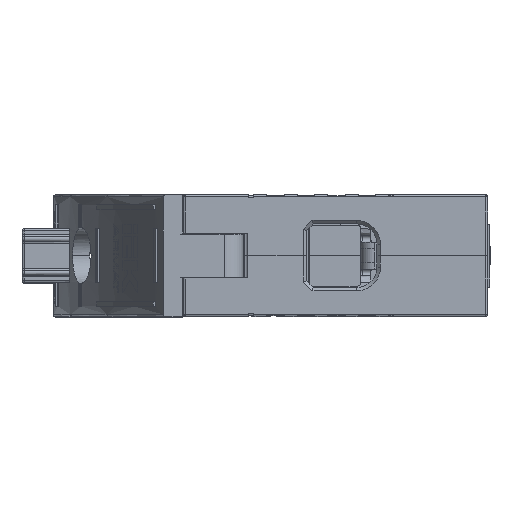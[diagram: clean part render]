
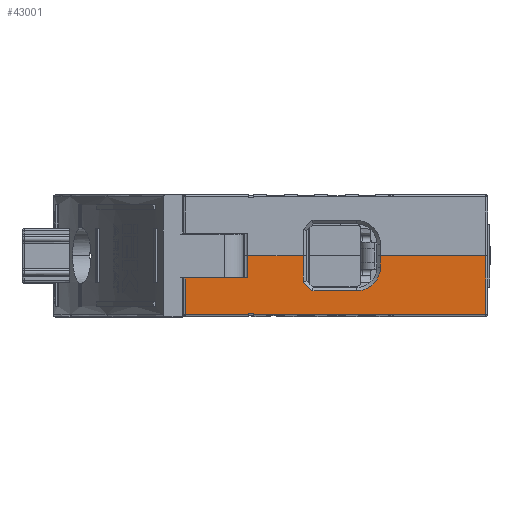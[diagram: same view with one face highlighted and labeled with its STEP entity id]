
A CAD part, left-side view. The second image highlights one B-rep face of the part: STEP entity #43001.
In plain terms, the highlighted planar face has unit normal (-1, 0, 0).
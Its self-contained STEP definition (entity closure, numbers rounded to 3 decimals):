
#102 = EDGE_CURVE ( 'NONE', #42551, #47765, #77996, .T. ) ;
#180 = LINE ( 'NONE', #29147, #30908 ) ;
#610 = CARTESIAN_POINT ( 'NONE',  ( -88., 30.4, 9.45 ) ) ;
#2755 = VECTOR ( 'NONE', #17749, 1000. ) ;
#3097 = VERTEX_POINT ( 'NONE', #73632 ) ;
#3330 = DIRECTION ( 'NONE',  ( 0., 0., 1. ) ) ;
#3699 = ORIENTED_EDGE ( 'NONE', *, *, #29184, .F. ) ;
#4334 = VECTOR ( 'NONE', #7579, 1000. ) ;
#4396 = DIRECTION ( 'NONE',  ( 0., -1., 0. ) ) ;
#4852 = LINE ( 'NONE', #55744, #72219 ) ;
#4867 = VECTOR ( 'NONE', #81281, 1000. ) ;
#5239 = EDGE_CURVE ( 'NONE', #60379, #48565, #180, .T. ) ;
#6044 = ORIENTED_EDGE ( 'NONE', *, *, #102, .F. ) ;
#6512 = DIRECTION ( 'NONE',  ( 0., 0., -1. ) ) ;
#7275 = ORIENTED_EDGE ( 'NONE', *, *, #70169, .F. ) ;
#7531 = DIRECTION ( 'NONE',  ( 0., 0., -1. ) ) ;
#7579 = DIRECTION ( 'NONE',  ( 0., 1., 0. ) ) ;
#7705 = EDGE_CURVE ( 'NONE', #90877, #12608, #4852, .T. ) ;
#8102 = CARTESIAN_POINT ( 'NONE',  ( -88., 30.5, 9. ) ) ;
#9242 = CARTESIAN_POINT ( 'NONE',  ( -88., -5., 12.8 ) ) ;
#9735 = VECTOR ( 'NONE', #72745, 1000. ) ;
#10689 = VERTEX_POINT ( 'NONE', #610 ) ;
#11439 = VERTEX_POINT ( 'NONE', #27474 ) ;
#12608 = VERTEX_POINT ( 'NONE', #86923 ) ;
#12688 = LINE ( 'NONE', #63591, #82643 ) ;
#13627 = DIRECTION ( 'NONE',  ( 0., 0., 1. ) ) ;
#14698 = CARTESIAN_POINT ( 'NONE',  ( -88., -5., 9.45 ) ) ;
#14731 = CARTESIAN_POINT ( 'NONE',  ( -88., 10.9, 16.3 ) ) ;
#15182 = CARTESIAN_POINT ( 'NONE',  ( -88., -5., 14.7 ) ) ;
#15356 = DIRECTION ( 'NONE',  ( 0., 1., 0. ) ) ;
#16590 = EDGE_LOOP ( 'NONE', ( #6044, #18709, #87170, #56294, #22015, #7275, #49436, #46560, #3699, #78965, #25542, #80021, #44339, #68309, #85849, #69948 ) ) ;
#17749 = DIRECTION ( 'NONE',  ( 0., -1., 0. ) ) ;
#17750 = CARTESIAN_POINT ( 'NONE',  ( -88., 30.5, 18. ) ) ;
#17797 = AXIS2_PLACEMENT_3D ( 'NONE', #62670, #91647, #83103 ) ;
#17972 = DIRECTION ( 'NONE',  ( 0., -0.707, -0.707 ) ) ;
#18052 = LINE ( 'NONE', #68470, #40799 ) ;
#18709 = ORIENTED_EDGE ( 'NONE', *, *, #46943, .F. ) ;
#20462 = DIRECTION ( 'NONE',  ( 0., 0., 1. ) ) ;
#20954 = LINE ( 'NONE', #85602, #68670 ) ;
#21682 = LINE ( 'NONE', #93518, #49957 ) ;
#22015 = ORIENTED_EDGE ( 'NONE', *, *, #52850, .F. ) ;
#22338 = CARTESIAN_POINT ( 'NONE',  ( -88., 22.3, 18. ) ) ;
#24481 = DIRECTION ( 'NONE',  ( 0., 0., 1. ) ) ;
#25353 = EDGE_CURVE ( 'NONE', #68494, #67989, #20954, .T. ) ;
#25388 = PLANE ( 'NONE',  #91515 ) ;
#25542 = ORIENTED_EDGE ( 'NONE', *, *, #25567, .F. ) ;
#25567 = EDGE_CURVE ( 'NONE', #11439, #68494, #37559, .T. ) ;
#25855 = CARTESIAN_POINT ( 'NONE',  ( -88., -5., 9. ) ) ;
#27267 = FACE_OUTER_BOUND ( 'NONE', #16590, .T. ) ;
#27474 = CARTESIAN_POINT ( 'NONE',  ( -88., 30.5, 14.7 ) ) ;
#27578 = CARTESIAN_POINT ( 'NONE',  ( -88., 29.587, 9.3 ) ) ;
#27589 = VERTEX_POINT ( 'NONE', #85991 ) ;
#29147 = CARTESIAN_POINT ( 'NONE',  ( -88., -5., 9.3 ) ) ;
#29184 = EDGE_CURVE ( 'NONE', #67989, #46606, #12688, .T. ) ;
#30382 = DIRECTION ( 'NONE',  ( 0., -1., 0. ) ) ;
#30908 = VECTOR ( 'NONE', #15356, 1000. ) ;
#31255 = CARTESIAN_POINT ( 'NONE',  ( -88., 30.4, 9.3 ) ) ;
#32667 = EDGE_CURVE ( 'NONE', #3097, #58316, #74829, .T. ) ;
#33525 = CARTESIAN_POINT ( 'NONE',  ( -88., 39.73, 14.7 ) ) ;
#35818 = CARTESIAN_POINT ( 'NONE',  ( -88., 14.4, 12.8 ) ) ;
#36632 = DIRECTION ( 'NONE',  ( 0., -1., 0. ) ) ;
#37559 = LINE ( 'NONE', #8102, #4867 ) ;
#37624 = CARTESIAN_POINT ( 'NONE',  ( -88., 22.3, 14.093 ) ) ;
#38305 = CARTESIAN_POINT ( 'NONE',  ( -88., 39.73, 9. ) ) ;
#38385 = EDGE_CURVE ( 'NONE', #60379, #10689, #21682, .T. ) ;
#40799 = VECTOR ( 'NONE', #3330, 1000. ) ;
#41203 = EDGE_CURVE ( 'NONE', #12608, #27589, #50788, .T. ) ;
#42551 = VERTEX_POINT ( 'NONE', #61671 ) ;
#43001 = ADVANCED_FACE ( 'NONE', ( #27267 ), #25388, .F. ) ;
#44194 = LINE ( 'NONE', #15182, #79580 ) ;
#44339 = ORIENTED_EDGE ( 'NONE', *, *, #83138, .F. ) ;
#46560 = ORIENTED_EDGE ( 'NONE', *, *, #62095, .F. ) ;
#46606 = VERTEX_POINT ( 'NONE', #37624 ) ;
#46943 = EDGE_CURVE ( 'NONE', #27589, #42551, #58479, .T. ) ;
#46958 = EDGE_CURVE ( 'NONE', #67125, #11439, #44194, .T. ) ;
#47765 = VERTEX_POINT ( 'NONE', #88202 ) ;
#48565 = VERTEX_POINT ( 'NONE', #87521 ) ;
#48647 = VECTOR ( 'NONE', #7531, 1000. ) ;
#49436 = ORIENTED_EDGE ( 'NONE', *, *, #32667, .F. ) ;
#49957 = VECTOR ( 'NONE', #13627, 1000. ) ;
#50390 = CARTESIAN_POINT ( 'NONE',  ( -88., -5., 9.3 ) ) ;
#50788 = LINE ( 'NONE', #79313, #48647 ) ;
#52850 = EDGE_CURVE ( 'NONE', #61855, #90877, #18052, .T. ) ;
#54133 = LINE ( 'NONE', #83116, #71132 ) ;
#54433 = DIRECTION ( 'NONE',  ( 1., 0., 0. ) ) ;
#55744 = CARTESIAN_POINT ( 'NONE',  ( -88., -5., 18. ) ) ;
#56294 = ORIENTED_EDGE ( 'NONE', *, *, #7705, .F. ) ;
#57035 = LINE ( 'NONE', #14698, #4334 ) ;
#58316 = VERTEX_POINT ( 'NONE', #35818 ) ;
#58479 = LINE ( 'NONE', #50390, #9735 ) ;
#60379 = VERTEX_POINT ( 'NONE', #31255 ) ;
#61118 = LINE ( 'NONE', #38305, #70147 ) ;
#61671 = CARTESIAN_POINT ( 'NONE',  ( -88., 29.587, 9.3 ) ) ;
#61855 = VERTEX_POINT ( 'NONE', #14731 ) ;
#62095 = EDGE_CURVE ( 'NONE', #46606, #3097, #54133, .T. ) ;
#62670 = CARTESIAN_POINT ( 'NONE',  ( -88., 14.4, 16.3 ) ) ;
#63591 = CARTESIAN_POINT ( 'NONE',  ( -88., 22.3, 9. ) ) ;
#67125 = VERTEX_POINT ( 'NONE', #33525 ) ;
#67989 = VERTEX_POINT ( 'NONE', #22338 ) ;
#68309 = ORIENTED_EDGE ( 'NONE', *, *, #5239, .F. ) ;
#68470 = CARTESIAN_POINT ( 'NONE',  ( -88., 10.9, 9. ) ) ;
#68494 = VERTEX_POINT ( 'NONE', #17750 ) ;
#68670 = VECTOR ( 'NONE', #36632, 1000. ) ;
#69948 = ORIENTED_EDGE ( 'NONE', *, *, #92690, .F. ) ;
#70147 = VECTOR ( 'NONE', #24481, 1000. ) ;
#70169 = EDGE_CURVE ( 'NONE', #58316, #61855, #78495, .T. ) ;
#71132 = VECTOR ( 'NONE', #17972, 1000. ) ;
#71740 = VECTOR ( 'NONE', #20462, 1000. ) ;
#72219 = VECTOR ( 'NONE', #4396, 1000. ) ;
#72745 = DIRECTION ( 'NONE',  ( 0., 1., 0. ) ) ;
#73632 = CARTESIAN_POINT ( 'NONE',  ( -88., 21.007, 12.8 ) ) ;
#74829 = LINE ( 'NONE', #9242, #2755 ) ;
#76741 = DIRECTION ( 'NONE',  ( 0., 1., 0. ) ) ;
#77996 = LINE ( 'NONE', #27578, #71740 ) ;
#78495 = CIRCLE ( 'NONE', #17797, 3.5 ) ;
#78965 = ORIENTED_EDGE ( 'NONE', *, *, #25353, .F. ) ;
#79313 = CARTESIAN_POINT ( 'NONE',  ( -88., -4.7, 9. ) ) ;
#79580 = VECTOR ( 'NONE', #30382, 1000. ) ;
#80021 = ORIENTED_EDGE ( 'NONE', *, *, #46958, .F. ) ;
#81281 = DIRECTION ( 'NONE',  ( 0., 0., 1. ) ) ;
#82643 = VECTOR ( 'NONE', #6512, 1000. ) ;
#83103 = DIRECTION ( 'NONE',  ( 0., -1., 0. ) ) ;
#83116 = CARTESIAN_POINT ( 'NONE',  ( -88., 22.3, 14.093 ) ) ;
#83138 = EDGE_CURVE ( 'NONE', #48565, #67125, #61118, .T. ) ;
#83926 = CARTESIAN_POINT ( 'NONE',  ( -88., 10.9, 18. ) ) ;
#85602 = CARTESIAN_POINT ( 'NONE',  ( -88., -5., 18. ) ) ;
#85849 = ORIENTED_EDGE ( 'NONE', *, *, #38385, .T. ) ;
#85991 = CARTESIAN_POINT ( 'NONE',  ( -88., -4.7, 9.3 ) ) ;
#86923 = CARTESIAN_POINT ( 'NONE',  ( -88., -4.7, 18. ) ) ;
#87170 = ORIENTED_EDGE ( 'NONE', *, *, #41203, .F. ) ;
#87521 = CARTESIAN_POINT ( 'NONE',  ( -88., 39.73, 9.3 ) ) ;
#88202 = CARTESIAN_POINT ( 'NONE',  ( -88., 29.587, 9.45 ) ) ;
#90877 = VERTEX_POINT ( 'NONE', #83926 ) ;
#91515 = AXIS2_PLACEMENT_3D ( 'NONE', #25855, #54433, #76741 ) ;
#91647 = DIRECTION ( 'NONE',  ( -1., 0., 0. ) ) ;
#92690 = EDGE_CURVE ( 'NONE', #47765, #10689, #57035, .T. ) ;
#93518 = CARTESIAN_POINT ( 'NONE',  ( -88., 30.4, 9.15 ) ) ;
